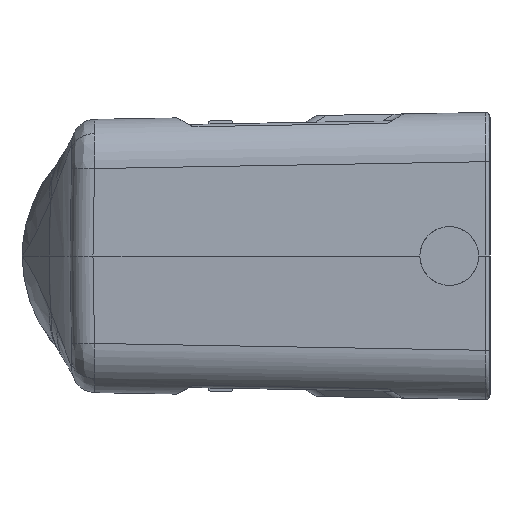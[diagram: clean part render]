
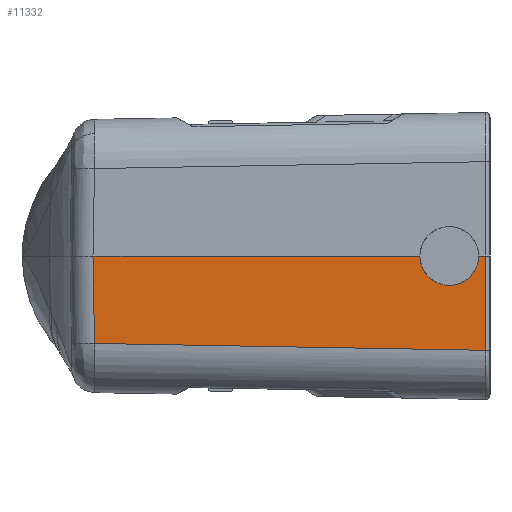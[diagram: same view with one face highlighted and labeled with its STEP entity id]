
A CAD part, left-side view. The second image highlights one B-rep face of the part: STEP entity #11332.
In plain terms, the highlighted planar face has unit normal (-1, 0.018, -0.017).
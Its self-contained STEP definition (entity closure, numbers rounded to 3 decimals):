
#3131=CARTESIAN_POINT('',(-46.493,70.609,
-14.121));
#3172=CARTESIAN_POINT('',(-46.72,71.7,0.));
#3173=CARTESIAN_POINT('',(-46.71,71.7,
-0.608));
#3174=CARTESIAN_POINT('',(-46.686,71.94,
-1.723));
#3175=CARTESIAN_POINT('',(-46.659,72.559,
-2.682));
#3176=CARTESIAN_POINT('',(-46.644,72.989,
-3.112));
#3178=DIRECTION('',(-0.017,0.,1.));
#3179=VECTOR('',#3178,14.124);
#3180=CARTESIAN_POINT('',(-46.493,70.609,
-14.121));
#3181=LINE('',#3180,#3179);
#3182=DIRECTION('',(-0.017,-1.,-0.017));
#3183=VECTOR('',#3182,58.642);
#3184=CARTESIAN_POINT('',(-45.487,129.233,
-13.098));
#3185=LINE('',#3184,#3183);
#3186=DIRECTION('',(0.017,-0.017,-1.));
#3187=VECTOR('',#3186,13.102);
#3188=CARTESIAN_POINT('',(-45.712,129.462,
0.));
#3189=LINE('',#3188,#3187);
#3190=DIRECTION('',(0.,-0.707,-0.707));
#3191=VECTOR('',#3190,4.4);
#3192=CARTESIAN_POINT('',(-46.644,76.1,
0.));
#3193=LINE('',#3192,#3191);
#3213=DIRECTION('',(0.017,1.,0.));
#3214=VECTOR('',#3213,53.37);
#3215=CARTESIAN_POINT('',(-46.644,76.1,
0.));
#3216=LINE('',#3215,#3214);
#3229=DIRECTION('',(0.017,1.,0.));
#3230=VECTOR('',#3229,1.091);
#3231=CARTESIAN_POINT('',(-46.739,70.609,
0.));
#3232=LINE('',#3231,#3230);
#3237=CARTESIAN_POINT('',(-46.72,71.7,0.));
#3388=CARTESIAN_POINT('',(-45.712,129.462,
0.));
#5312=VERTEX_POINT('',#3388);
#5889=CARTESIAN_POINT('',(-45.487,129.233,
-13.098));
#5891=VERTEX_POINT('',#5889);
#5954=CARTESIAN_POINT('',(-46.739,70.609,
0.));
#5955=VERTEX_POINT('',#5954);
#5968=VERTEX_POINT('',#3131);
#6375=CARTESIAN_POINT('',(-46.644,76.1,
0.));
#6377=VERTEX_POINT('',#6375);
#6379=VERTEX_POINT('',#3237);
#6382=VERTEX_POINT('',#3176);
#11313=CARTESIAN_POINT('',(-46.792,70.,2.412));
#11314=DIRECTION('',(-1.,0.017,-0.017));
#11315=DIRECTION('',(0.017,0.,-1.));
#11316=AXIS2_PLACEMENT_3D('',#11313,#11314,#11315);
#11317=PLANE('',#11316);
#11319=ORIENTED_EDGE('',*,*,#11318,.F.);
#11321=ORIENTED_EDGE('',*,*,#11320,.F.);
#11322=ORIENTED_EDGE('',*,*,#11306,.F.);
#11323=ORIENTED_EDGE('',*,*,#11241,.F.);
#11325=ORIENTED_EDGE('',*,*,#11324,.F.);
#11327=ORIENTED_EDGE('',*,*,#11326,.F.);
#11329=ORIENTED_EDGE('',*,*,#11328,.T.);
#11330=EDGE_LOOP('',(#11319,#11321,#11322,#11323,#11325,#11327,#11329));
#11331=FACE_OUTER_BOUND('',#11330,.F.);
#3177=B_SPLINE_CURVE_WITH_KNOTS('',3,(#3172,#3173,#3174,#3175,#3176),
.UNSPECIFIED.,.F.,.F.,(4,1,4),(0.,0.5,1.),.UNSPECIFIED.);
#11241=EDGE_CURVE('',#5891,#5968,#3185,.T.);
#11306=EDGE_CURVE('',#5968,#5955,#3181,.T.);
#11318=EDGE_CURVE('',#6379,#6382,#3177,.T.);
#11320=EDGE_CURVE('',#5955,#6379,#3232,.T.);
#11324=EDGE_CURVE('',#5312,#5891,#3189,.T.);
#11326=EDGE_CURVE('',#6377,#5312,#3216,.T.);
#11328=EDGE_CURVE('',#6377,#6382,#3193,.T.);
#11332=ADVANCED_FACE('',(#11331),#11317,.T.);
